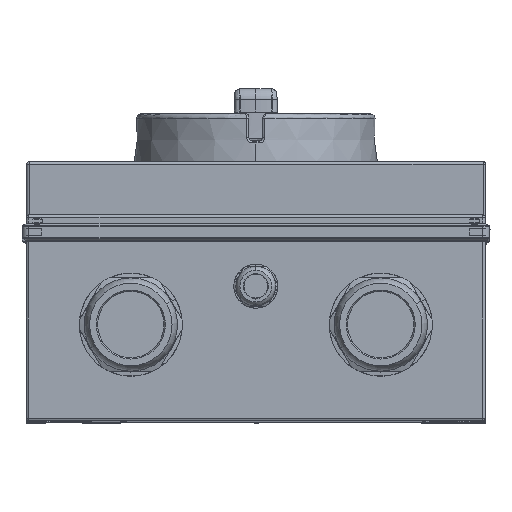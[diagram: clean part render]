
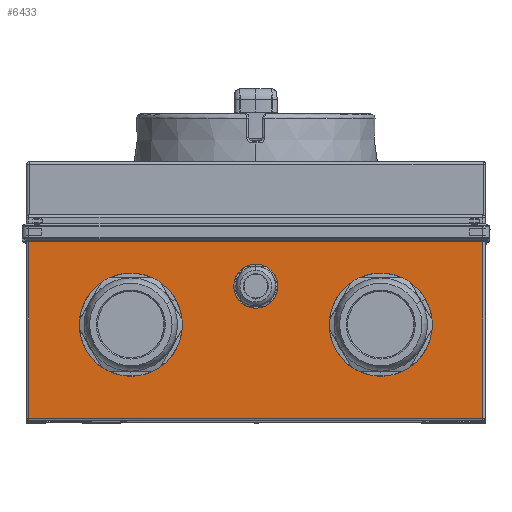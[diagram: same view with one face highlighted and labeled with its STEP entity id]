
A CAD part, top view. The second image highlights one B-rep face of the part: STEP entity #6433.
In plain terms, the highlighted planar face has unit normal (0, 0, 1).
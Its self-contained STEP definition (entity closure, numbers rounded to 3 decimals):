
#450 = LINE ( 'NONE', #146854, #61016 ) ;
#938 = ORIENTED_EDGE ( 'NONE', *, *, #123177, .F. ) ;
#1676 = ORIENTED_EDGE ( 'NONE', *, *, #16336, .T. ) ;
#2996 = VERTEX_POINT ( 'NONE', #26788 ) ;
#3093 = DIRECTION ( 'NONE',  ( 1., 0., 0. ) ) ;
#3537 = DIRECTION ( 'NONE',  ( 0., 0., 1. ) ) ;
#6272 = AXIS2_PLACEMENT_3D ( 'NONE', #144734, #73380, #72326 ) ;
#6433 = ADVANCED_FACE ( 'NONE', ( #147600, #83251, #62446, #87071 ), #48635, .T. ) ;
#9761 = CARTESIAN_POINT ( 'NONE',  ( 165.45, -4.504, 337.75 ) ) ;
#12093 = VECTOR ( 'NONE', #67584, 1000. ) ;
#12629 = CARTESIAN_POINT ( 'NONE',  ( -91., -65., 337.75 ) ) ;
#13455 = DIRECTION ( 'NONE',  ( 1., 0., 0. ) ) ;
#14647 = CARTESIAN_POINT ( 'NONE',  ( 91., -65., 337.75 ) ) ;
#16336 = EDGE_CURVE ( 'NONE', #17541, #80087, #87870, .T. ) ;
#17541 = VERTEX_POINT ( 'NONE', #44375 ) ;
#17831 = VECTOR ( 'NONE', #133716, 1000. ) ;
#21880 = CARTESIAN_POINT ( 'NONE',  ( 165.45, -133.3, 337.75 ) ) ;
#22710 = CARTESIAN_POINT ( 'NONE',  ( -167.25, -134.8, 337.75 ) ) ;
#23506 = VERTEX_POINT ( 'NONE', #147823 ) ;
#26143 = CARTESIAN_POINT ( 'NONE',  ( 0., -22.5, 337.75 ) ) ;
#26282 = ORIENTED_EDGE ( 'NONE', *, *, #44163, .T. ) ;
#26603 = AXIS2_PLACEMENT_3D ( 'NONE', #147305, #124030, #13455 ) ;
#26788 = CARTESIAN_POINT ( 'NONE',  ( 73.75, -35.122, 337.75 ) ) ;
#26955 = CIRCLE ( 'NONE', #143976, 14.5 ) ;
#32671 = DIRECTION ( 'NONE',  ( 0., 0., -1. ) ) ;
#34451 = CARTESIAN_POINT ( 'NONE',  ( -108.25, -35.122, 337.75 ) ) ;
#37124 = ORIENTED_EDGE ( 'NONE', *, *, #156125, .F. ) ;
#37399 = VERTEX_POINT ( 'NONE', #34451 ) ;
#39787 = CIRCLE ( 'NONE', #104065, 34.5 ) ;
#42476 = VERTEX_POINT ( 'NONE', #9761 ) ;
#43614 = ORIENTED_EDGE ( 'NONE', *, *, #67213, .T. ) ;
#44163 = EDGE_CURVE ( 'NONE', #23506, #42476, #450, .T. ) ;
#44375 = CARTESIAN_POINT ( 'NONE',  ( -165.45, -4.504, 337.75 ) ) ;
#45312 = EDGE_CURVE ( 'NONE', #42476, #17541, #57664, .T. ) ;
#46533 = DIRECTION ( 'NONE',  ( 0., 0., 1. ) ) ;
#48203 = EDGE_LOOP ( 'NONE', ( #938, #37124 ) ) ;
#48303 = AXIS2_PLACEMENT_3D ( 'NONE', #22710, #145432, #85162 ) ;
#48635 = PLANE ( 'NONE',  #48303 ) ;
#53210 = EDGE_LOOP ( 'NONE', ( #145244, #43614 ) ) ;
#55976 = DIRECTION ( 'NONE',  ( 1., 0., 0. ) ) ;
#56635 = EDGE_LOOP ( 'NONE', ( #1676, #147869, #26282, #133571 ) ) ;
#57664 = LINE ( 'NONE', #78218, #12093 ) ;
#58666 = VERTEX_POINT ( 'NONE', #26143 ) ;
#59966 = DIRECTION ( 'NONE',  ( 1., 0., 0. ) ) ;
#61016 = VECTOR ( 'NONE', #147904, 1000. ) ;
#62010 = AXIS2_PLACEMENT_3D ( 'NONE', #12629, #136891, #3093 ) ;
#62446 = FACE_BOUND ( 'NONE', #53210, .T. ) ;
#63353 = DIRECTION ( 'NONE',  ( 1., 0., 0. ) ) ;
#64013 = CARTESIAN_POINT ( 'NONE',  ( -73.75, -94.878, 337.75 ) ) ;
#64741 = EDGE_LOOP ( 'NONE', ( #119990, #95451 ) ) ;
#67213 = EDGE_CURVE ( 'NONE', #156030, #58666, #26955, .T. ) ;
#67584 = DIRECTION ( 'NONE',  ( -1., 0., 0. ) ) ;
#71968 = LINE ( 'NONE', #21880, #138110 ) ;
#72326 = DIRECTION ( 'NONE',  ( 1., 0., 0. ) ) ;
#73380 = DIRECTION ( 'NONE',  ( 0., 0., -1. ) ) ;
#78218 = CARTESIAN_POINT ( 'NONE',  ( -167.25, -4.504, 337.75 ) ) ;
#80087 = VERTEX_POINT ( 'NONE', #96788 ) ;
#80536 = CARTESIAN_POINT ( 'NONE',  ( 0., -51.5, 337.75 ) ) ;
#82398 = CARTESIAN_POINT ( 'NONE',  ( 0., -37., 337.75 ) ) ;
#83251 = FACE_OUTER_BOUND ( 'NONE', #56635, .T. ) ;
#85162 = DIRECTION ( 'NONE',  ( 1., 0., 0. ) ) ;
#87071 = FACE_BOUND ( 'NONE', #48203, .T. ) ;
#87870 = LINE ( 'NONE', #134778, #17831 ) ;
#89453 = VERTEX_POINT ( 'NONE', #64013 ) ;
#95368 = EDGE_CURVE ( 'NONE', #37399, #89453, #156735, .T. ) ;
#95451 = ORIENTED_EDGE ( 'NONE', *, *, #95368, .F. ) ;
#96788 = CARTESIAN_POINT ( 'NONE',  ( -165.45, -133.3, 337.75 ) ) ;
#103368 = CIRCLE ( 'NONE', #6272, 14.5 ) ;
#104065 = AXIS2_PLACEMENT_3D ( 'NONE', #106927, #46533, #143318 ) ;
#106927 = CARTESIAN_POINT ( 'NONE',  ( 91., -65., 337.75 ) ) ;
#112022 = CIRCLE ( 'NONE', #122115, 34.5 ) ;
#118938 = EDGE_CURVE ( 'NONE', #58666, #156030, #103368, .T. ) ;
#119990 = ORIENTED_EDGE ( 'NONE', *, *, #134769, .F. ) ;
#122115 = AXIS2_PLACEMENT_3D ( 'NONE', #14647, #3537, #63353 ) ;
#123177 = EDGE_CURVE ( 'NONE', #129712, #2996, #112022, .T. ) ;
#124030 = DIRECTION ( 'NONE',  ( 0., 0., 1. ) ) ;
#124292 = CIRCLE ( 'NONE', #26603, 34.5 ) ;
#129712 = VERTEX_POINT ( 'NONE', #150093 ) ;
#131736 = EDGE_CURVE ( 'NONE', #80087, #23506, #71968, .T. ) ;
#133571 = ORIENTED_EDGE ( 'NONE', *, *, #45312, .T. ) ;
#133716 = DIRECTION ( 'NONE',  ( 0., -1., 0. ) ) ;
#134769 = EDGE_CURVE ( 'NONE', #89453, #37399, #124292, .T. ) ;
#134778 = CARTESIAN_POINT ( 'NONE',  ( -165.45, -134.8, 337.75 ) ) ;
#136891 = DIRECTION ( 'NONE',  ( 0., 0., 1. ) ) ;
#138110 = VECTOR ( 'NONE', #59966, 1000. ) ;
#143318 = DIRECTION ( 'NONE',  ( 1., 0., 0. ) ) ;
#143976 = AXIS2_PLACEMENT_3D ( 'NONE', #82398, #32671, #55976 ) ;
#144734 = CARTESIAN_POINT ( 'NONE',  ( 0., -37., 337.75 ) ) ;
#145244 = ORIENTED_EDGE ( 'NONE', *, *, #118938, .T. ) ;
#145432 = DIRECTION ( 'NONE',  ( 0., 0., 1. ) ) ;
#146854 = CARTESIAN_POINT ( 'NONE',  ( 165.45, -134.8, 337.75 ) ) ;
#147305 = CARTESIAN_POINT ( 'NONE',  ( -91., -65., 337.75 ) ) ;
#147600 = FACE_BOUND ( 'NONE', #64741, .T. ) ;
#147823 = CARTESIAN_POINT ( 'NONE',  ( 165.45, -133.3, 337.75 ) ) ;
#147869 = ORIENTED_EDGE ( 'NONE', *, *, #131736, .T. ) ;
#147904 = DIRECTION ( 'NONE',  ( 0., 1., 0. ) ) ;
#150093 = CARTESIAN_POINT ( 'NONE',  ( 108.25, -94.878, 337.75 ) ) ;
#156030 = VERTEX_POINT ( 'NONE', #80536 ) ;
#156125 = EDGE_CURVE ( 'NONE', #2996, #129712, #39787, .T. ) ;
#156735 = CIRCLE ( 'NONE', #62010, 34.5 ) ;
